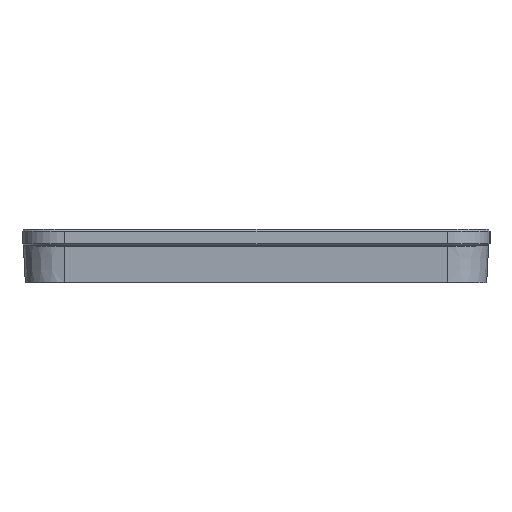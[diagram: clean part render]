
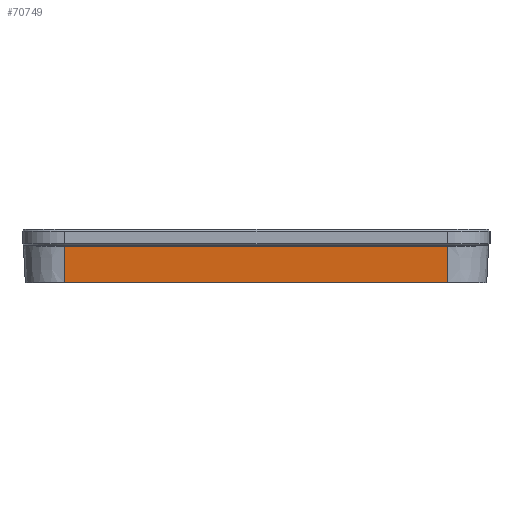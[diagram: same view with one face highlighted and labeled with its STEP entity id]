
A CAD part, left-side view. The second image highlights one B-rep face of the part: STEP entity #70749.
In plain terms, the highlighted face is planar.
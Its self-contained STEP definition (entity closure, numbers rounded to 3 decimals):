
#301=DIRECTION('',(0.,0.,1.));
#302=VECTOR('',#301,72.);
#303=CARTESIAN_POINT('',(-43.383,0.,-36.));
#304=LINE('19836',#303,#302);
#441=DIRECTION('',(-0.052,0.999,0.));
#442=VECTOR('',#441,7.01);
#443=CARTESIAN_POINT('',(-43.383,0.,36.));
#444=LINE('19853',#443,#442);
#448=DIRECTION('',(-0.052,0.999,0.));
#449=VECTOR('',#448,7.01);
#450=CARTESIAN_POINT('',(-43.383,0.,-36.));
#451=LINE('19852',#450,#449);
#507=DIRECTION('',(0.,0.,1.));
#508=VECTOR('',#507,72.);
#509=CARTESIAN_POINT('',(-43.75,7.,-36.));
#510=LINE('19844',#509,#508);
#63241=CARTESIAN_POINT('',(-43.383,0.,-36.));
#63242=VERTEX_POINT('',#63241);
#63243=CARTESIAN_POINT('',(-43.383,0.,36.));
#63244=VERTEX_POINT('',#63243);
#63257=CARTESIAN_POINT('',(-43.75,7.,-36.));
#63258=VERTEX_POINT('',#63257);
#63259=CARTESIAN_POINT('',(-43.75,7.,36.));
#63260=VERTEX_POINT('',#63259);
#70736=CARTESIAN_POINT('',(-43.75,7.,-37.12));
#70737=DIRECTION('',(-0.999,-0.052,0.));
#70738=DIRECTION('',(0.,0.,1.));
#70739=AXIS2_PLACEMENT_3D('',#70736,#70737,#70738);
#70740=PLANE('19830',#70739);
#70741=ORIENTED_EDGE('19836',*,*,#70569,.F.);
#70743=ORIENTED_EDGE('19852',*,*,#70742,.T.);
#70745=ORIENTED_EDGE('19844',*,*,#70744,.T.);
#70746=ORIENTED_EDGE('19853',*,*,#70721,.F.);
#70747=EDGE_LOOP('19830',(#70741,#70743,#70745,#70746));
#70748=FACE_OUTER_BOUND('19830',#70747,.F.);
#70749=ADVANCED_FACE('19830',(#70748),#70740,.T.);
#70569=EDGE_CURVE('19836',#63242,#63244,#304,.T.);
#70721=EDGE_CURVE('19853',#63244,#63260,#444,.T.);
#70742=EDGE_CURVE('19852',#63242,#63258,#451,.T.);
#70744=EDGE_CURVE('19844',#63258,#63260,#510,.T.);
